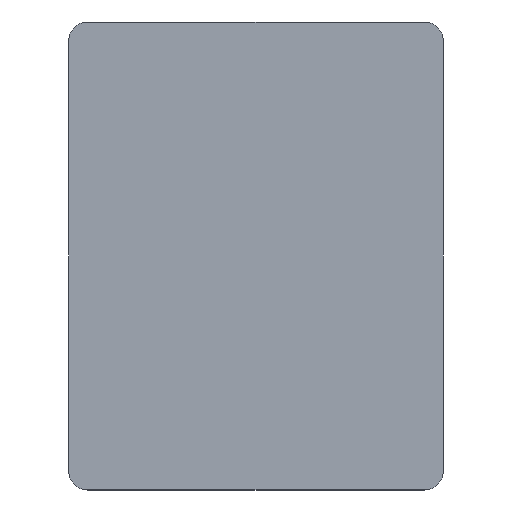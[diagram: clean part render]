
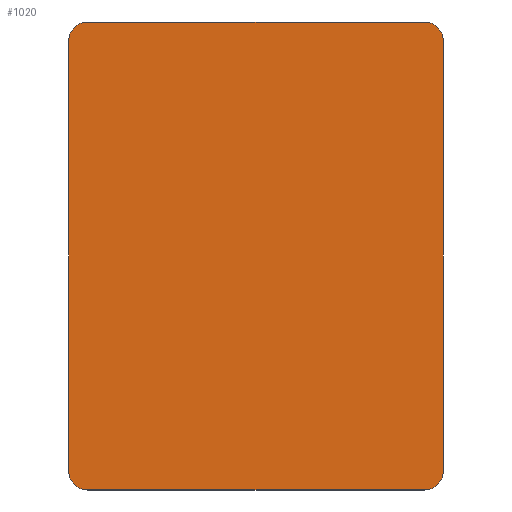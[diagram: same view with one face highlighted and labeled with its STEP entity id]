
A CAD part, front view. The second image highlights one B-rep face of the part: STEP entity #1020.
In plain terms, the highlighted planar face has unit normal (0, -1, 0).
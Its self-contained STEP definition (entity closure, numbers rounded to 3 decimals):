
#69=CIRCLE('',#1103,5.);
#70=CIRCLE('',#1106,5.);
#75=CIRCLE('',#1121,5.);
#76=CIRCLE('',#1124,5.);
#128=PLANE('',#1126);
#186=FACE_OUTER_BOUND('',#266,.T.);
#266=EDGE_LOOP('',(#949,#950,#951,#952,#953,#954,#955,#956));
#330=LINE('',#2364,#416);
#334=LINE('',#2373,#420);
#349=LINE('',#2413,#435);
#352=LINE('',#2421,#438);
#416=VECTOR('',#1326,10.);
#420=VECTOR('',#1336,10.);
#435=VECTOR('',#1381,10.);
#438=VECTOR('',#1390,10.);
#527=VERTEX_POINT('',#2361);
#528=VERTEX_POINT('',#2363);
#529=VERTEX_POINT('',#2367);
#530=VERTEX_POINT('',#2371);
#531=VERTEX_POINT('',#2375);
#540=VERTEX_POINT('',#2411);
#541=VERTEX_POINT('',#2415);
#542=VERTEX_POINT('',#2419);
#650=EDGE_CURVE('',#527,#528,#330,.T.);
#653=EDGE_CURVE('',#529,#527,#69,.T.);
#655=EDGE_CURVE('',#530,#529,#334,.T.);
#657=EDGE_CURVE('',#531,#530,#70,.T.);
#675=EDGE_CURVE('',#540,#531,#349,.T.);
#677=EDGE_CURVE('',#541,#540,#75,.T.);
#679=EDGE_CURVE('',#542,#541,#352,.T.);
#680=EDGE_CURVE('',#528,#542,#76,.T.);
#949=ORIENTED_EDGE('',*,*,#653,.F.);
#950=ORIENTED_EDGE('',*,*,#655,.F.);
#951=ORIENTED_EDGE('',*,*,#657,.F.);
#952=ORIENTED_EDGE('',*,*,#675,.F.);
#953=ORIENTED_EDGE('',*,*,#677,.F.);
#954=ORIENTED_EDGE('',*,*,#679,.F.);
#955=ORIENTED_EDGE('',*,*,#680,.F.);
#956=ORIENTED_EDGE('',*,*,#650,.F.);
#1020=ADVANCED_FACE('',(#186),#128,.F.);
#1103=AXIS2_PLACEMENT_3D('',#2369,#1331,#1332);
#1106=AXIS2_PLACEMENT_3D('',#2377,#1340,#1341);
#1121=AXIS2_PLACEMENT_3D('',#2417,#1385,#1386);
#1124=AXIS2_PLACEMENT_3D('',#2423,#1393,#1394);
#1126=AXIS2_PLACEMENT_3D('',#2425,#1397,#1398);
#1326=DIRECTION('',(1.,0.,0.));
#1331=DIRECTION('center_axis',(0.,1.,0.));
#1332=DIRECTION('ref_axis',(-1.,0.,0.));
#1336=DIRECTION('',(0.,0.,1.));
#1340=DIRECTION('center_axis',(0.,1.,0.));
#1341=DIRECTION('ref_axis',(0.,0.,-1.));
#1381=DIRECTION('',(-1.,0.,0.));
#1385=DIRECTION('center_axis',(0.,1.,0.));
#1386=DIRECTION('ref_axis',(1.,0.,0.));
#1390=DIRECTION('',(0.,0.,-1.));
#1393=DIRECTION('center_axis',(0.,1.,0.));
#1394=DIRECTION('ref_axis',(0.,0.,1.));
#1397=DIRECTION('center_axis',(0.,1.,0.));
#1398=DIRECTION('ref_axis',(1.,0.,0.));
#2361=CARTESIAN_POINT('',(5.,0.,0.));
#2363=CARTESIAN_POINT('',(95.,0.,0.));
#2364=CARTESIAN_POINT('',(5.,0.,0.));
#2367=CARTESIAN_POINT('',(0.,0.,-5.));
#2369=CARTESIAN_POINT('Origin',(5.,0.,-5.));
#2371=CARTESIAN_POINT('',(0.,0.,-120.));
#2373=CARTESIAN_POINT('',(0.,0.,-120.));
#2375=CARTESIAN_POINT('',(5.,0.,-125.));
#2377=CARTESIAN_POINT('Origin',(5.,0.,-120.));
#2411=CARTESIAN_POINT('',(95.,0.,-125.));
#2413=CARTESIAN_POINT('',(95.,0.,-125.));
#2415=CARTESIAN_POINT('',(100.,0.,-120.));
#2417=CARTESIAN_POINT('Origin',(95.,0.,-120.));
#2419=CARTESIAN_POINT('',(100.,0.,-5.));
#2421=CARTESIAN_POINT('',(100.,0.,-5.));
#2423=CARTESIAN_POINT('Origin',(95.,0.,-5.));
#2425=CARTESIAN_POINT('Origin',(50.,0.,-62.5));
